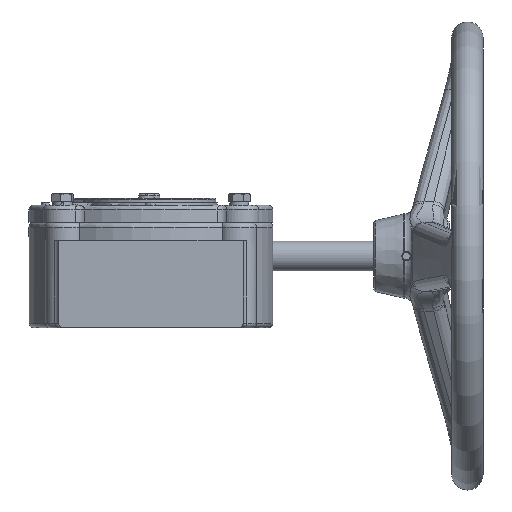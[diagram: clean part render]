
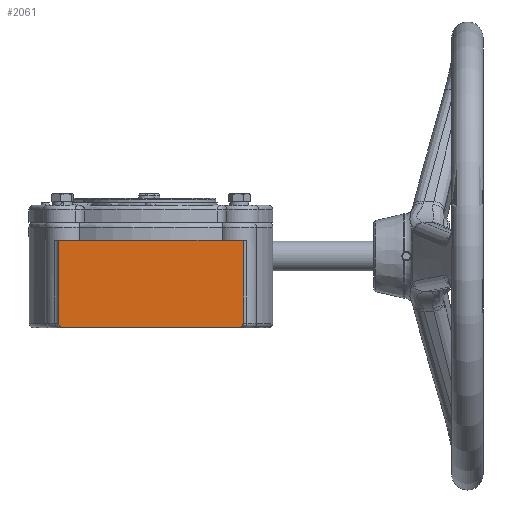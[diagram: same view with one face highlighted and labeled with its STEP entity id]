
A CAD part, front view. The second image highlights one B-rep face of the part: STEP entity #2061.
In plain terms, the highlighted planar face has unit normal (0, -1, 0).
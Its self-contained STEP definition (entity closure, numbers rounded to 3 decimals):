
#1328 = VERTEX_POINT ( 'NONE', #6497 ) ;
#2061 = ADVANCED_FACE ( 'NONE', ( #4585 ), #22642, .F. ) ;
#2494 = EDGE_CURVE ( 'NONE', #18054, #27675, #5916, .T. ) ;
#3027 = LINE ( 'NONE', #4282, #24990 ) ;
#4100 = AXIS2_PLACEMENT_3D ( 'NONE', #5480, #22730, #27269 ) ;
#4282 = CARTESIAN_POINT ( 'NONE',  ( -59., -78., 0. ) ) ;
#4343 = EDGE_CURVE ( 'NONE', #19587, #20623, #22057, .T. ) ;
#4422 = VECTOR ( 'NONE', #18409, 1000. ) ;
#4585 = FACE_OUTER_BOUND ( 'NONE', #13505, .T. ) ;
#5480 = CARTESIAN_POINT ( 'NONE',  ( -59., -78., 56. ) ) ;
#5916 = LINE ( 'NONE', #9719, #15371 ) ;
#6342 = DIRECTION ( 'NONE',  ( 1., 0., 0. ) ) ;
#6497 = CARTESIAN_POINT ( 'NONE',  ( 59., -78., 3. ) ) ;
#6748 = CARTESIAN_POINT ( 'NONE',  ( -56., -78., 3. ) ) ;
#7374 = ORIENTED_EDGE ( 'NONE', *, *, #25675, .F. ) ;
#7414 = EDGE_CURVE ( 'NONE', #21230, #1328, #10214, .T. ) ;
#8251 = CARTESIAN_POINT ( 'NONE',  ( -59., -78., 56. ) ) ;
#8493 = CARTESIAN_POINT ( 'NONE',  ( -56., -78., 0. ) ) ;
#8926 = DIRECTION ( 'NONE',  ( 0., -1., 0. ) ) ;
#8995 = EDGE_CURVE ( 'NONE', #18054, #19587, #9487, .T. ) ;
#9152 = AXIS2_PLACEMENT_3D ( 'NONE', #6748, #8926, #24007 ) ;
#9487 = LINE ( 'NONE', #10125, #26344 ) ;
#9719 = CARTESIAN_POINT ( 'NONE',  ( -59., -78., 56. ) ) ;
#10125 = CARTESIAN_POINT ( 'NONE',  ( -59., -78., 56. ) ) ;
#10214 = LINE ( 'NONE', #15959, #4422 ) ;
#10668 = ORIENTED_EDGE ( 'NONE', *, *, #18223, .T. ) ;
#11003 = AXIS2_PLACEMENT_3D ( 'NONE', #14031, #16195, #24857 ) ;
#11984 = VERTEX_POINT ( 'NONE', #21938 ) ;
#12446 = ORIENTED_EDGE ( 'NONE', *, *, #2494, .F. ) ;
#12861 = CARTESIAN_POINT ( 'NONE',  ( 0., -78., 56. ) ) ;
#13505 = EDGE_LOOP ( 'NONE', ( #23491, #16800, #10668, #15555, #14899, #7374, #12446 ) ) ;
#14031 = CARTESIAN_POINT ( 'NONE',  ( 56., -78., 3. ) ) ;
#14899 = ORIENTED_EDGE ( 'NONE', *, *, #7414, .F. ) ;
#15371 = VECTOR ( 'NONE', #20478, 1000. ) ;
#15539 = CIRCLE ( 'NONE', #11003, 3. ) ;
#15555 = ORIENTED_EDGE ( 'NONE', *, *, #17871, .T. ) ;
#15959 = CARTESIAN_POINT ( 'NONE',  ( 59., -78., 56. ) ) ;
#15999 = VECTOR ( 'NONE', #6342, 1000. ) ;
#16195 = DIRECTION ( 'NONE',  ( 0., -1., 0. ) ) ;
#16800 = ORIENTED_EDGE ( 'NONE', *, *, #4343, .T. ) ;
#16988 = CARTESIAN_POINT ( 'NONE',  ( -59., -78., 3. ) ) ;
#17298 = CARTESIAN_POINT ( 'NONE',  ( -59., -78., 56. ) ) ;
#17476 = DIRECTION ( 'NONE',  ( 1., 0., 0. ) ) ;
#17871 = EDGE_CURVE ( 'NONE', #11984, #1328, #15539, .T. ) ;
#18054 = VERTEX_POINT ( 'NONE', #8251 ) ;
#18223 = EDGE_CURVE ( 'NONE', #20623, #11984, #3027, .T. ) ;
#18409 = DIRECTION ( 'NONE',  ( 0., 0., -1. ) ) ;
#18893 = DIRECTION ( 'NONE',  ( 0., 0., -1. ) ) ;
#19587 = VERTEX_POINT ( 'NONE', #16988 ) ;
#20478 = DIRECTION ( 'NONE',  ( 1., 0., 0. ) ) ;
#20623 = VERTEX_POINT ( 'NONE', #8493 ) ;
#21230 = VERTEX_POINT ( 'NONE', #22103 ) ;
#21938 = CARTESIAN_POINT ( 'NONE',  ( 56., -78., 0. ) ) ;
#22057 = CIRCLE ( 'NONE', #9152, 3. ) ;
#22103 = CARTESIAN_POINT ( 'NONE',  ( 59., -78., 56. ) ) ;
#22642 = PLANE ( 'NONE',  #4100 ) ;
#22730 = DIRECTION ( 'NONE',  ( 0., 1., 0. ) ) ;
#23395 = LINE ( 'NONE', #17298, #15999 ) ;
#23491 = ORIENTED_EDGE ( 'NONE', *, *, #8995, .T. ) ;
#24007 = DIRECTION ( 'NONE',  ( 0., 0., 1. ) ) ;
#24857 = DIRECTION ( 'NONE',  ( 0., 0., 1. ) ) ;
#24990 = VECTOR ( 'NONE', #17476, 1000. ) ;
#25675 = EDGE_CURVE ( 'NONE', #27675, #21230, #23395, .T. ) ;
#26344 = VECTOR ( 'NONE', #18893, 1000. ) ;
#27269 = DIRECTION ( 'NONE',  ( 0., 0., 1. ) ) ;
#27675 = VERTEX_POINT ( 'NONE', #12861 ) ;
